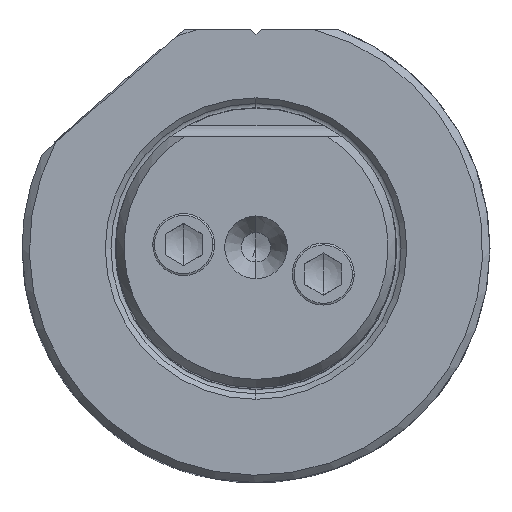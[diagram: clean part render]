
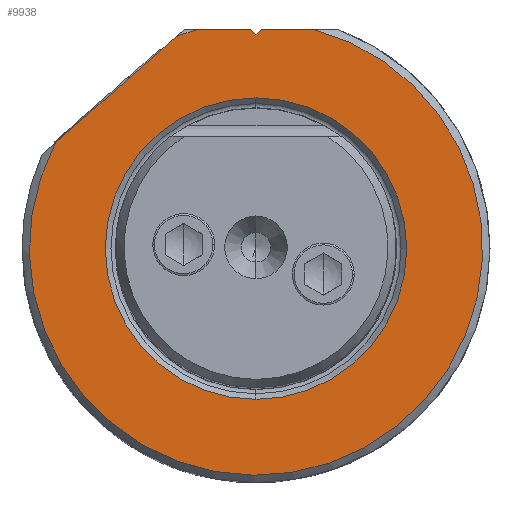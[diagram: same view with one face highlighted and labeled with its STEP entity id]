
A CAD part, top view. The second image highlights one B-rep face of the part: STEP entity #9938.
In plain terms, the highlighted planar face has unit normal (0, 0, 1).
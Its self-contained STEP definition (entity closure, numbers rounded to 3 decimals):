
#3184=DIRECTION('',(0.707,-0.707,0.));
#3185=VECTOR('',#3184,0.5);
#3186=CARTESIAN_POINT('',(-0.354,14.875,0.));
#3187=LINE('',#3186,#3185);
#3191=DIRECTION('',(0.707,0.707,0.));
#3192=VECTOR('',#3191,0.5);
#3193=CARTESIAN_POINT('',(0.,14.521,
0.));
#3194=LINE('',#3193,#3192);
#3198=DIRECTION('',(1.,0.,0.));
#3199=VECTOR('',#3198,3.536);
#3200=CARTESIAN_POINT('',(0.354,14.875,0.));
#3201=LINE('',#3200,#3199);
#3205=CARTESIAN_POINT('',(0.,0.,0.));
#3206=DIRECTION('',(0.,0.,-1.));
#3207=DIRECTION('',(0.253,0.967,0.));
#3208=AXIS2_PLACEMENT_3D('',#3205,#3206,#3207);
#3213=DIRECTION('',(0.751,0.66,0.));
#3214=VECTOR('',#3213,10.909);
#3215=CARTESIAN_POINT('',(-13.587,7.196,
0.));
#3216=LINE('',#3215,#3214);
#3220=CARTESIAN_POINT('',(0.,0.,0.));
#3221=DIRECTION('',(0.,0.,-1.));
#3222=DIRECTION('',(-0.351,0.936,0.));
#3223=AXIS2_PLACEMENT_3D('',#3220,#3221,#3222);
#3228=DIRECTION('',(1.,0.,0.));
#3229=VECTOR('',#3228,3.536);
#3230=CARTESIAN_POINT('',(-3.889,14.875,0.));
#3231=LINE('',#3230,#3229);
#3235=CARTESIAN_POINT('',(0.,0.,0.));
#3236=DIRECTION('',(0.,0.,1.));
#3237=DIRECTION('',(0.,1.,0.));
#3238=AXIS2_PLACEMENT_3D('',#3235,#3236,#3237);
#3243=CARTESIAN_POINT('',(0.,0.,0.));
#3244=DIRECTION('',(0.,0.,1.));
#3245=DIRECTION('',(0.,-1.,0.));
#3246=AXIS2_PLACEMENT_3D('',#3243,#3244,#3245);
#5581=CARTESIAN_POINT('',(-0.354,14.875,0.));
#5582=VERTEX_POINT('',#5581);
#5585=CARTESIAN_POINT('',(0.354,14.875,0.));
#5586=VERTEX_POINT('',#5585);
#5587=CARTESIAN_POINT('',(0.,14.521,
0.));
#5588=VERTEX_POINT('',#5587);
#5589=CARTESIAN_POINT('',(3.889,14.875,0.));
#5590=VERTEX_POINT('',#5589);
#5591=CARTESIAN_POINT('',(-13.587,7.196,
0.));
#5592=CARTESIAN_POINT('',(-5.394,14.398,
0.));
#5593=VERTEX_POINT('',#5591);
#5594=VERTEX_POINT('',#5592);
#5595=CARTESIAN_POINT('',(-3.889,14.875,0.));
#5596=VERTEX_POINT('',#5595);
#5597=CARTESIAN_POINT('',(0.,10.225,0.));
#5598=CARTESIAN_POINT('',(0.,-10.225,0.));
#5599=VERTEX_POINT('',#5597);
#5600=VERTEX_POINT('',#5598);
#9915=CARTESIAN_POINT('',(0.002,-0.25,
0.));
#9916=DIRECTION('',(0.,0.,1.));
#9917=DIRECTION('',(0.,-1.,0.));
#9918=AXIS2_PLACEMENT_3D('',#9915,#9916,#9917);
#9919=PLANE('',#9918);
#9921=ORIENTED_EDGE('',*,*,#9920,.T.);
#9922=ORIENTED_EDGE('',*,*,#9901,.T.);
#9923=ORIENTED_EDGE('',*,*,#9559,.T.);
#9924=ORIENTED_EDGE('',*,*,#9583,.T.);
#9925=ORIENTED_EDGE('',*,*,#9609,.T.);
#9927=ORIENTED_EDGE('',*,*,#9926,.T.);
#9929=ORIENTED_EDGE('',*,*,#9928,.T.);
#9930=EDGE_LOOP('',(#9921,#9922,#9923,#9924,#9925,#9927,#9929));
#9931=FACE_OUTER_BOUND('',#9930,.F.);
#9933=ORIENTED_EDGE('',*,*,#9932,.T.);
#9935=ORIENTED_EDGE('',*,*,#9934,.T.);
#9936=EDGE_LOOP('',(#9933,#9935));
#9937=FACE_BOUND('',#9936,.F.);
#3209=CIRCLE('',#3208,15.375);
#3224=CIRCLE('',#3223,15.375);
#3239=CIRCLE('',#3238,10.225);
#3247=CIRCLE('',#3246,10.225);
#9559=EDGE_CURVE('',#5586,#5590,#3201,.T.);
#9583=EDGE_CURVE('',#5590,#5593,#3209,.T.);
#9609=EDGE_CURVE('',#5593,#5594,#3216,.T.);
#9901=EDGE_CURVE('',#5588,#5586,#3194,.T.);
#9920=EDGE_CURVE('',#5582,#5588,#3187,.T.);
#9926=EDGE_CURVE('',#5594,#5596,#3224,.T.);
#9928=EDGE_CURVE('',#5596,#5582,#3231,.T.);
#9932=EDGE_CURVE('',#5599,#5600,#3239,.T.);
#9934=EDGE_CURVE('',#5600,#5599,#3247,.T.);
#9938=ADVANCED_FACE('',(#9931,#9937),#9919,.T.);
